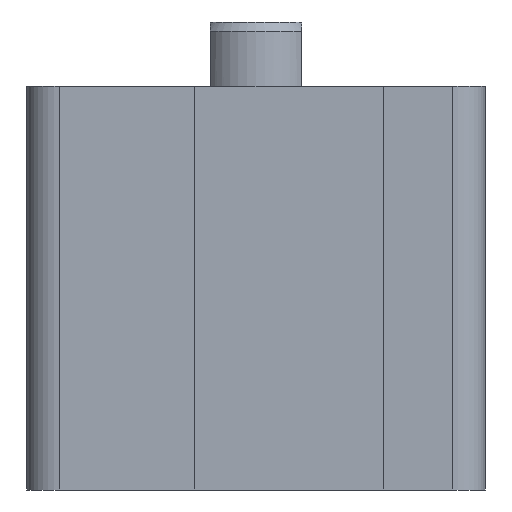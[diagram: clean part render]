
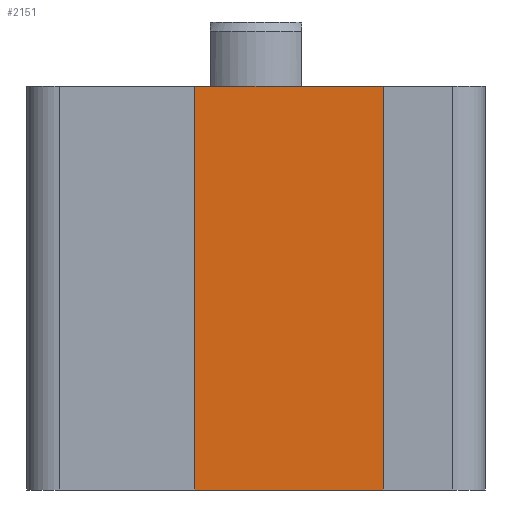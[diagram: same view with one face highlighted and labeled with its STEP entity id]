
A CAD part, left-side view. The second image highlights one B-rep face of the part: STEP entity #2151.
In plain terms, the highlighted planar face has unit normal (-1, 0, 0).
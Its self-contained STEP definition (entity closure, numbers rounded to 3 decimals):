
#1252=CARTESIAN_POINT('',(-7.8,4.2,22.0));
#1253=VERTEX_POINT('',#1252);
#1260=CARTESIAN_POINT('',(-7.8,-7.8,22.0));
#1261=VERTEX_POINT('',#1260);
#1262=CARTESIAN_POINT('',(-7.8,-7.8,22.0));
#1263=DIRECTION('',(0.0,1.0,0.0));
#1264=VECTOR('',#1263,12.0);
#1265=LINE('',#1262,#1264);
#1266=EDGE_CURVE('',#1261,#1253,#1265,.T.);
#2110=CARTESIAN_POINT('',(-7.8,-7.8,0.0));
#2111=VERTEX_POINT('',#2110);
#2112=CARTESIAN_POINT('',(-7.8,-7.8,0.0));
#2113=DIRECTION('',(0.0,0.0,1.0));
#2114=VECTOR('',#2113,22.0);
#2115=LINE('',#2112,#2114);
#2116=EDGE_CURVE('',#2111,#1261,#2115,.T.);
#2128=CARTESIAN_POINT('',(-7.8,-7.8,0.0));
#2129=DIRECTION('',(-1.0,0.0,0.0));
#2130=DIRECTION('',(0.0,0.0,1.0));
#2131=AXIS2_PLACEMENT_3D('',#2128,#2129,#2130);
#2132=PLANE('',#2131);
#2133=ORIENTED_EDGE('',*,*,#1266,.T.);
#2134=CARTESIAN_POINT('',(-7.8,4.2,0.0));
#2135=VERTEX_POINT('',#2134);
#2136=CARTESIAN_POINT('',(-7.8,4.2,0.0));
#2137=DIRECTION('',(0.0,0.0,1.0));
#2138=VECTOR('',#2137,22.0);
#2139=LINE('',#2136,#2138);
#2140=EDGE_CURVE('',#2135,#1253,#2139,.T.);
#2141=ORIENTED_EDGE('',*,*,#2140,.F.);
#2142=CARTESIAN_POINT('',(-7.8,4.2,0.0));
#2143=DIRECTION('',(0.0,-1.0,0.0));
#2144=VECTOR('',#2143,12.0);
#2145=LINE('',#2142,#2144);
#2146=EDGE_CURVE('',#2135,#2111,#2145,.T.);
#2147=ORIENTED_EDGE('',*,*,#2146,.T.);
#2148=ORIENTED_EDGE('',*,*,#2116,.T.);
#2149=EDGE_LOOP('',(#2133,#2141,#2147,#2148));
#2150=FACE_OUTER_BOUND('',#2149,.T.);
#2151=ADVANCED_FACE('',(#2150),#2132,.T.);
